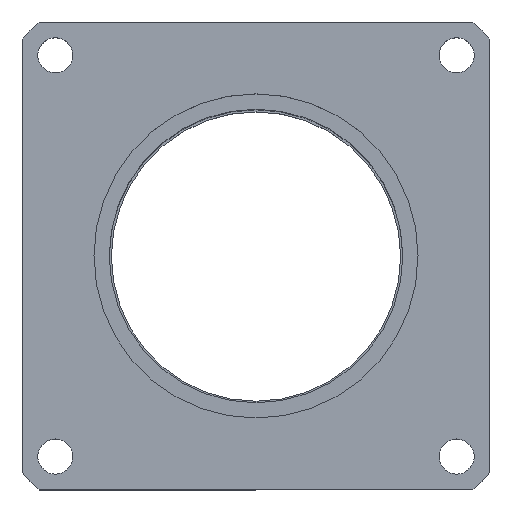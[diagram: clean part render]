
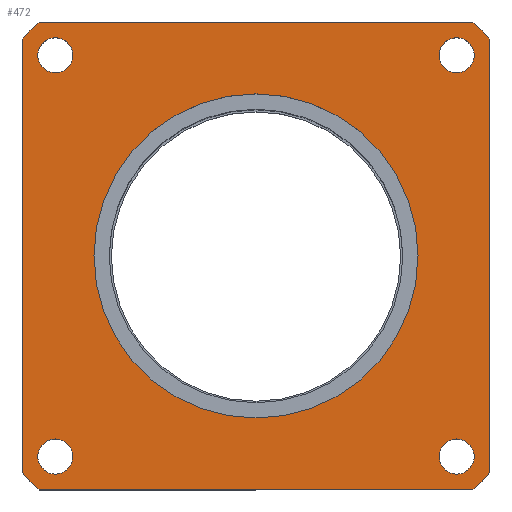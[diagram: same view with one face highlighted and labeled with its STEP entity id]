
A CAD part, top view. The second image highlights one B-rep face of the part: STEP entity #472.
In plain terms, the highlighted planar face has unit normal (0, 0, 1).
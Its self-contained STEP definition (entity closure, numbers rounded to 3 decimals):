
#84=CARTESIAN_POINT('',(27.5,-25.495,47.0));
#85=VERTEX_POINT('',#84);
#92=CARTESIAN_POINT('',(25.495,-27.5,47.0));
#93=VERTEX_POINT('',#92);
#94=CARTESIAN_POINT('',(0.0,0.0,47.0));
#95=DIRECTION('',(0.0,0.0,1.0));
#96=DIRECTION('',(-0.68,0.733,0.0));
#97=AXIS2_PLACEMENT_3D('',#94,#95,#96);
#98=CIRCLE('',#97,37.5);
#99=EDGE_CURVE('',#93,#85,#98,.T.);
#126=CARTESIAN_POINT('',(-25.495,-27.5,47.0));
#127=VERTEX_POINT('',#126);
#134=CARTESIAN_POINT('',(-27.5,-25.495,47.0));
#135=VERTEX_POINT('',#134);
#136=CARTESIAN_POINT('',(0.0,0.0,47.0));
#137=DIRECTION('',(0.0,0.0,1.0));
#138=DIRECTION('',(0.733,0.68,0.0));
#139=AXIS2_PLACEMENT_3D('',#136,#137,#138);
#140=CIRCLE('',#139,37.5);
#141=EDGE_CURVE('',#135,#127,#140,.T.);
#168=CARTESIAN_POINT('',(25.495,27.5,47.0));
#169=VERTEX_POINT('',#168);
#176=CARTESIAN_POINT('',(27.5,25.495,47.0));
#177=VERTEX_POINT('',#176);
#178=CARTESIAN_POINT('',(0.0,0.0,47.0));
#179=DIRECTION('',(0.0,0.0,1.));
#180=DIRECTION('',(-0.733,-0.68,0.0));
#181=AXIS2_PLACEMENT_3D('',#178,#179,#180);
#182=CIRCLE('',#181,37.5);
#183=EDGE_CURVE('',#177,#169,#182,.T.);
#210=CARTESIAN_POINT('',(-27.5,25.495,47.0));
#211=VERTEX_POINT('',#210);
#218=CARTESIAN_POINT('',(-25.495,27.5,47.0));
#219=VERTEX_POINT('',#218);
#220=CARTESIAN_POINT('',(0.0,0.0,47.0));
#221=DIRECTION('',(0.0,0.0,1.));
#222=DIRECTION('',(0.68,-0.733,0.0));
#223=AXIS2_PLACEMENT_3D('',#220,#221,#222);
#224=CIRCLE('',#223,37.5);
#225=EDGE_CURVE('',#219,#211,#224,.T.);
#382=CARTESIAN_POINT('',(0.0,0.,47.0));
#383=DIRECTION('',(0.0,0.0,1.0));
#384=DIRECTION('',(1.0,0.0,0.0));
#385=AXIS2_PLACEMENT_3D('',#382,#383,#384);
#386=PLANE('',#385);
#387=ORIENTED_EDGE('',*,*,#99,.T.);
#388=CARTESIAN_POINT('',(27.5,25.495,47.0));
#389=DIRECTION('',(0.0,-1.0,0.0));
#390=VECTOR('',#389,50.99);
#391=LINE('',#388,#390);
#392=EDGE_CURVE('',#177,#85,#391,.T.);
#393=ORIENTED_EDGE('',*,*,#392,.F.);
#394=ORIENTED_EDGE('',*,*,#183,.T.);
#395=CARTESIAN_POINT('',(-25.495,27.5,47.0));
#396=DIRECTION('',(1.0,0.0,0.0));
#397=VECTOR('',#396,50.99);
#398=LINE('',#395,#397);
#399=EDGE_CURVE('',#219,#169,#398,.T.);
#400=ORIENTED_EDGE('',*,*,#399,.F.);
#401=ORIENTED_EDGE('',*,*,#225,.T.);
#402=CARTESIAN_POINT('',(-27.5,-25.495,47.0));
#403=DIRECTION('',(0.0,1.0,0.0));
#404=VECTOR('',#403,50.99);
#405=LINE('',#402,#404);
#406=EDGE_CURVE('',#135,#211,#405,.T.);
#407=ORIENTED_EDGE('',*,*,#406,.F.);
#408=ORIENTED_EDGE('',*,*,#141,.T.);
#409=CARTESIAN_POINT('',(25.495,-27.5,47.0));
#410=DIRECTION('',(-1.0,0.0,0.0));
#411=VECTOR('',#410,50.99);
#412=LINE('',#409,#411);
#413=EDGE_CURVE('',#93,#127,#412,.T.);
#414=ORIENTED_EDGE('',*,*,#413,.F.);
#415=EDGE_LOOP('',(#387,#393,#394,#400,#401,#407,#408,#414));
#416=FACE_OUTER_BOUND('',#415,.T.);
#417=CARTESIAN_POINT('',(19.05,0.,47.0));
#418=VERTEX_POINT('',#417);
#419=CARTESIAN_POINT('',(0.0,0.0,47.0));
#420=DIRECTION('',(0.0,0.0,-1.0));
#421=DIRECTION('',(-1.0,0.0,0.0));
#422=AXIS2_PLACEMENT_3D('',#419,#420,#421);
#423=CIRCLE('',#422,19.05);
#424=EDGE_CURVE('',#418,#418,#423,.T.);
#425=ORIENTED_EDGE('',*,*,#424,.T.);
#426=EDGE_LOOP('',(#425));
#427=FACE_BOUND('',#426,.T.);
#428=CARTESIAN_POINT('',(25.649,23.582,47.0));
#429=VERTEX_POINT('',#428);
#430=CARTESIAN_POINT('',(23.582,23.582,47.0));
#431=DIRECTION('',(0.0,0.0,-1.0));
#432=DIRECTION('',(1.0,0.0,0.0));
#433=AXIS2_PLACEMENT_3D('',#430,#431,#432);
#434=CIRCLE('',#433,2.067);
#435=EDGE_CURVE('',#429,#429,#434,.T.);
#436=ORIENTED_EDGE('',*,*,#435,.T.);
#437=EDGE_LOOP('',(#436));
#438=FACE_BOUND('',#437,.T.);
#439=CARTESIAN_POINT('',(23.582,-25.649,47.0));
#440=VERTEX_POINT('',#439);
#441=CARTESIAN_POINT('',(23.582,-23.582,47.0));
#442=DIRECTION('',(0.0,0.0,-1.0));
#443=DIRECTION('',(0.0,-1.0,0.0));
#444=AXIS2_PLACEMENT_3D('',#441,#442,#443);
#445=CIRCLE('',#444,2.067);
#446=EDGE_CURVE('',#440,#440,#445,.T.);
#447=ORIENTED_EDGE('',*,*,#446,.T.);
#448=EDGE_LOOP('',(#447));
#449=FACE_BOUND('',#448,.T.);
#450=CARTESIAN_POINT('',(-25.649,-23.582,47.0));
#451=VERTEX_POINT('',#450);
#452=CARTESIAN_POINT('',(-23.582,-23.582,47.0));
#453=DIRECTION('',(0.0,0.0,-1.0));
#454=DIRECTION('',(-1.0,0.0,0.0));
#455=AXIS2_PLACEMENT_3D('',#452,#453,#454);
#456=CIRCLE('',#455,2.067);
#457=EDGE_CURVE('',#451,#451,#456,.T.);
#458=ORIENTED_EDGE('',*,*,#457,.T.);
#459=EDGE_LOOP('',(#458));
#460=FACE_BOUND('',#459,.T.);
#461=CARTESIAN_POINT('',(-23.582,25.649,47.0));
#462=VERTEX_POINT('',#461);
#463=CARTESIAN_POINT('',(-23.582,23.582,47.0));
#464=DIRECTION('',(0.0,0.0,-1.0));
#465=DIRECTION('',(0.0,1.0,0.0));
#466=AXIS2_PLACEMENT_3D('',#463,#464,#465);
#467=CIRCLE('',#466,2.067);
#468=EDGE_CURVE('',#462,#462,#467,.T.);
#469=ORIENTED_EDGE('',*,*,#468,.T.);
#470=EDGE_LOOP('',(#469));
#471=FACE_BOUND('',#470,.T.);
#472=ADVANCED_FACE('',(#416,#427,#438,#449,#460,#471),#386,.T.);
